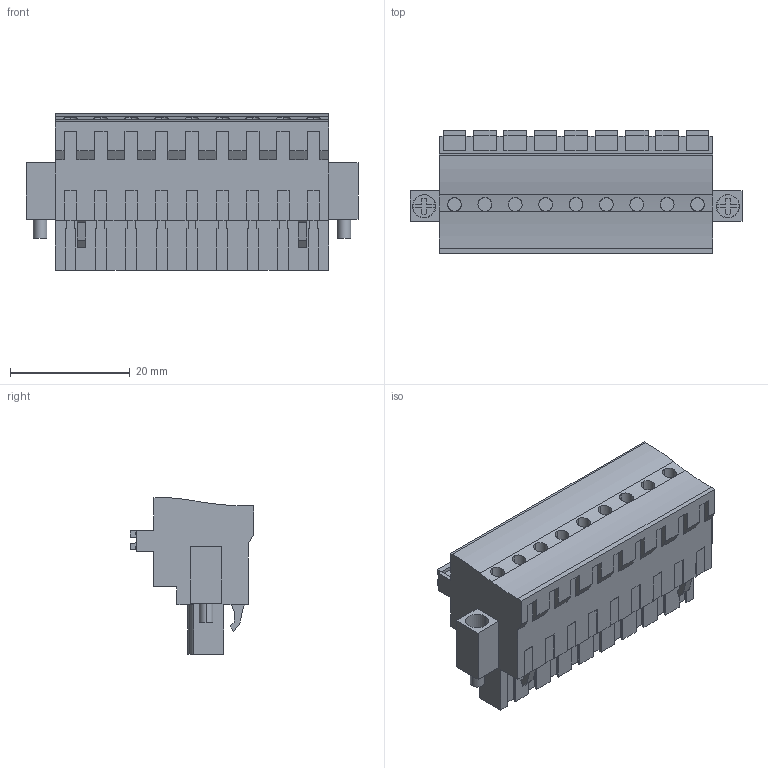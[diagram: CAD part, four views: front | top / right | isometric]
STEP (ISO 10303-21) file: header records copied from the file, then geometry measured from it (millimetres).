
FILE_DESCRIPTION(('CATIA V5 STEP Exchange','CAx-IF Rec.Pracs.--- Model Styling and Organization---1.2---2011-12-15'),'2;1');
FILE_NAME ('D1461179_0_1982960000_1982960000.stp','2017-10-30T15:25:47+00:00',('none'),('Weidmueller'),'CATIA Version 5-6 Release 2014','CATIA V5 STEP AP214','none');
FILE_SCHEMA(('AUTOMOTIVE_DESIGN { 1 0 10303 214 1 1 1 1 }'));
Length unit declared in the file: millimetre
Products named in the file (1): 1982960000
Bounding box: 55.52 x 20.64 x 26.24 mm (x, y, z)
Volume: 13913.9 mm3; surface area: 7455.6 mm2
Topology: 12 solids, 12 shells, 692 faces, 1906 edges, 1282 vertices
Faces by surface type: plane 579, cylinder 113
Entity records: 20093 total; most frequent: ORIENTED_EDGE 3812, CARTESIAN_POINT 3699, DIRECTION 2620, EDGE_CURVE 1906, VECTOR 1672, LINE 1672, VERTEX_POINT 1282, EDGE_LOOP 740
